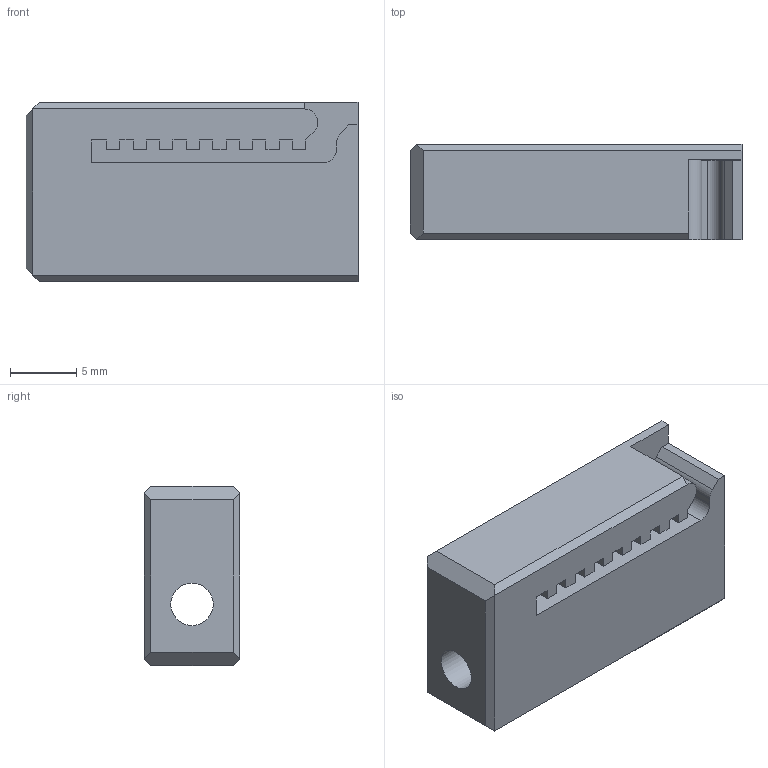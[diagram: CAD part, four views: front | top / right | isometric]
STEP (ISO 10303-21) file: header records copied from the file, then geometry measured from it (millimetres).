
FILE_DESCRIPTION(/* description */ ('STEP AP242','CAx-IF Rec.Pracs.---Representation and Presentation of Product Manufacturing Information (PMI)---4.0---2014-10-13','CAx-IF Rec.Pracs.---3D Tessellated Geometry---0.4---2014-09-14','2;1'),/* implementation_level */ '2;1');
FILE_NAME(/* name */ '61c8e417ba35702258734cb4',/* time_stamp */ '2021-12-26T21:52:24+00:00',/* author */ (''),/* organization */ (''),/* preprocessor_version */ 'ST-DEVELOPER v18.101',/* originating_system */ ' ',/* authorisation */ ' ');
FILE_SCHEMA (('AP242_MANAGED_MODEL_BASED_3D_ENGINEERING_MIM_LF { 1 0 10303 442 1 1 4 }'));
Length unit declared in the file: metre
Products named in the file (1): tension_slider_6mm_belt_M3s
Bounding box: 25 x 7.2 x 13.5 mm (x, y, z)
Volume: 1794.7 mm3; surface area: 1833.4 mm2
Topology: 1 solids, 1 shells, 63 faces, 175 edges, 115 vertices
Faces by surface type: plane 59, cylinder 4
Full cylindrical faces by diameter (mm): 3.2 x1
Entity records: 1998 total; most frequent: CARTESIAN_POINT 353, ORIENTED_EDGE 348, DIRECTION 310, EDGE_CURVE 174, LINE 166, VECTOR 166, VERTEX_POINT 115, AXIS2_PLACEMENT_3D 72
